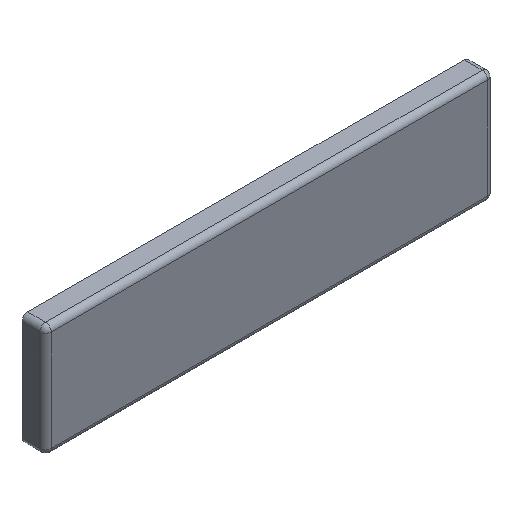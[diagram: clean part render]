
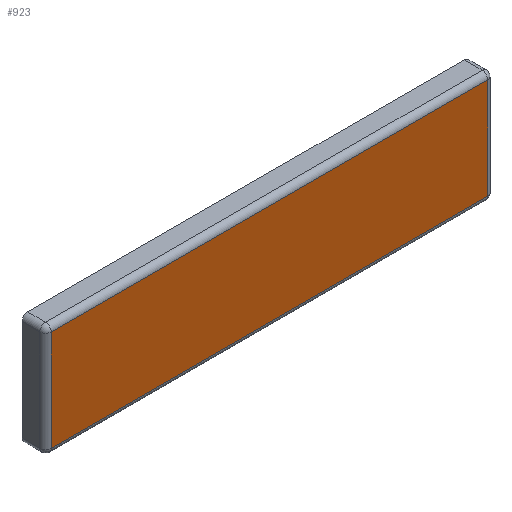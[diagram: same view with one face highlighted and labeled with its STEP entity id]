
A CAD part, isometric view. The second image highlights one B-rep face of the part: STEP entity #923.
In plain terms, the highlighted planar face has unit normal (0, -1, 0).
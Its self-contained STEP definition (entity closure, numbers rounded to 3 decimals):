
#50 = EDGE_CURVE ( 'NONE', #1223, #1254, #1342, .T. ) ;
#57 = LINE ( 'NONE', #1021, #1111 ) ;
#62 = DIRECTION ( 'NONE',  ( 0., 0., -1. ) ) ;
#98 = CARTESIAN_POINT ( 'NONE',  ( 39., 0., -9. ) ) ;
#118 = EDGE_CURVE ( 'NONE', #1162, #338, #912, .T. ) ;
#203 = ORIENTED_EDGE ( 'NONE', *, *, #1352, .T. ) ;
#212 = VECTOR ( 'NONE', #62, 1000. ) ;
#290 = CARTESIAN_POINT ( 'NONE',  ( 0., 0., 9. ) ) ;
#338 = VERTEX_POINT ( 'NONE', #426 ) ;
#406 = CARTESIAN_POINT ( 'NONE',  ( -39., 0., 0. ) ) ;
#426 = CARTESIAN_POINT ( 'NONE',  ( -39., 0., 9. ) ) ;
#437 = AXIS2_PLACEMENT_3D ( 'NONE', #994, #630, #504 ) ;
#458 = ORIENTED_EDGE ( 'NONE', *, *, #1179, .T. ) ;
#497 = LINE ( 'NONE', #406, #212 ) ;
#504 = DIRECTION ( 'NONE',  ( 0., 0., 1. ) ) ;
#542 = EDGE_LOOP ( 'NONE', ( #1278, #458, #785, #203 ) ) ;
#630 = DIRECTION ( 'NONE',  ( 0., 1., 0. ) ) ;
#739 = CARTESIAN_POINT ( 'NONE',  ( 39., 0., 9. ) ) ;
#754 = VECTOR ( 'NONE', #829, 1000. ) ;
#781 = CARTESIAN_POINT ( 'NONE',  ( -39., 0., -9. ) ) ;
#785 = ORIENTED_EDGE ( 'NONE', *, *, #118, .T. ) ;
#801 = PLANE ( 'NONE',  #437 ) ;
#829 = DIRECTION ( 'NONE',  ( 1., 0., 0. ) ) ;
#912 = LINE ( 'NONE', #290, #1284 ) ;
#922 = CARTESIAN_POINT ( 'NONE',  ( 40., 0., -9. ) ) ;
#923 = ADVANCED_FACE ( 'NONE', ( #1224 ), #801, .F. ) ;
#994 = CARTESIAN_POINT ( 'NONE',  ( 0., 0., 0. ) ) ;
#1007 = DIRECTION ( 'NONE',  ( 0., 0., 1. ) ) ;
#1021 = CARTESIAN_POINT ( 'NONE',  ( 39., 0., 10. ) ) ;
#1111 = VECTOR ( 'NONE', #1007, 1000. ) ;
#1162 = VERTEX_POINT ( 'NONE', #739 ) ;
#1179 = EDGE_CURVE ( 'NONE', #1254, #1162, #57, .T. ) ;
#1223 = VERTEX_POINT ( 'NONE', #781 ) ;
#1224 = FACE_OUTER_BOUND ( 'NONE', #542, .T. ) ;
#1254 = VERTEX_POINT ( 'NONE', #98 ) ;
#1271 = DIRECTION ( 'NONE',  ( -1., 0., 0. ) ) ;
#1278 = ORIENTED_EDGE ( 'NONE', *, *, #50, .T. ) ;
#1284 = VECTOR ( 'NONE', #1271, 1000. ) ;
#1342 = LINE ( 'NONE', #922, #754 ) ;
#1352 = EDGE_CURVE ( 'NONE', #338, #1223, #497, .T. ) ;
